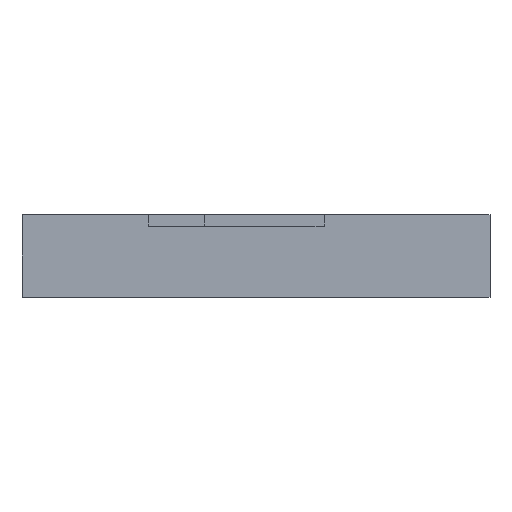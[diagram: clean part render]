
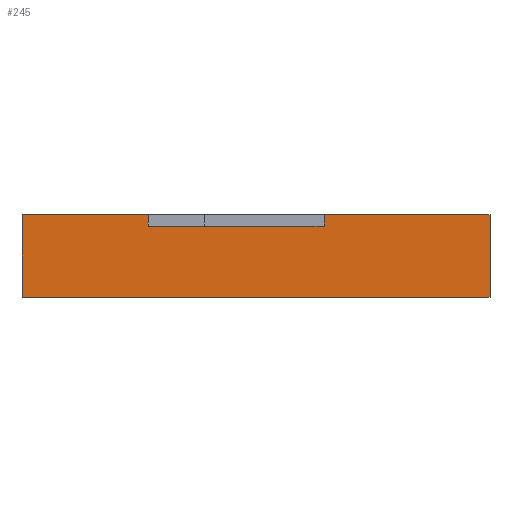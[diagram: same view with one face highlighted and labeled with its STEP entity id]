
A CAD part, left-side view. The second image highlights one B-rep face of the part: STEP entity #245.
In plain terms, the highlighted planar face has unit normal (-1, 0, 0).
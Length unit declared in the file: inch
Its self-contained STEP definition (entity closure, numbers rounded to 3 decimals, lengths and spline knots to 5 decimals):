
#4 = CARTESIAN_POINT ( 'NONE',  ( -0.14921, 0.27756, 0.04921 ) ) ;
#6 = ORIENTED_EDGE ( 'NONE', *, *, #521, .F. ) ;
#13 = EDGE_CURVE ( 'NONE', #397, #700, #2535, .T. ) ;
#15 = DIRECTION ( 'NONE',  ( 0., 0., 1. ) ) ;
#28 = CARTESIAN_POINT ( 'NONE',  ( -0.14921, -0.08071, 0.03543 ) ) ;
#147 = CARTESIAN_POINT ( 'NONE',  ( -0.14921, -0.27756, 0. ) ) ;
#177 = ORIENTED_EDGE ( 'NONE', *, *, #2469, .F. ) ;
#235 = VERTEX_POINT ( 'NONE', #2171 ) ;
#243 = DIRECTION ( 'NONE',  ( 0., 0., -1. ) ) ;
#245 = ADVANCED_FACE ( 'NONE', ( #1500 ), #425, .F. ) ;
#249 = DIRECTION ( 'NONE',  ( 0., 0., -1. ) ) ;
#287 = EDGE_CURVE ( 'NONE', #235, #1144, #1779, .T. ) ;
#323 = VERTEX_POINT ( 'NONE', #2304 ) ;
#334 = VECTOR ( 'NONE', #15, 39.37008 ) ;
#359 = ORIENTED_EDGE ( 'NONE', *, *, #287, .T. ) ;
#377 = CARTESIAN_POINT ( 'NONE',  ( -0.14921, 0.27756, -0.04921 ) ) ;
#397 = VERTEX_POINT ( 'NONE', #1287 ) ;
#415 = LINE ( 'NONE', #752, #1428 ) ;
#425 = PLANE ( 'NONE',  #1339 ) ;
#478 = VECTOR ( 'NONE', #249, 39.37008 ) ;
#495 = LINE ( 'NONE', #377, #1784 ) ;
#521 = EDGE_CURVE ( 'NONE', #700, #1889, #974, .T. ) ;
#538 = DIRECTION ( 'NONE',  ( 0., -1., 0. ) ) ;
#546 = EDGE_CURVE ( 'NONE', #781, #1144, #415, .T. ) ;
#596 = DIRECTION ( 'NONE',  ( 0., -1., 0. ) ) ;
#624 = CARTESIAN_POINT ( 'NONE',  ( -0.14921, 0.27756, 0.04921 ) ) ;
#628 = CARTESIAN_POINT ( 'NONE',  ( -0.14921, 0.27756, 0.04921 ) ) ;
#700 = VERTEX_POINT ( 'NONE', #1801 ) ;
#722 = LINE ( 'NONE', #628, #2254 ) ;
#733 = VECTOR ( 'NONE', #753, 39.37008 ) ;
#752 = CARTESIAN_POINT ( 'NONE',  ( -0.14921, 0.27756, 0.04921 ) ) ;
#753 = DIRECTION ( 'NONE',  ( 0., -1., 0. ) ) ;
#781 = VERTEX_POINT ( 'NONE', #4 ) ;
#849 = LINE ( 'NONE', #28, #478 ) ;
#933 = VECTOR ( 'NONE', #2555, 39.37008 ) ;
#974 = LINE ( 'NONE', #147, #1542 ) ;
#1058 = VERTEX_POINT ( 'NONE', #1904 ) ;
#1060 = CARTESIAN_POINT ( 'NONE',  ( -0.14921, -0.27756, -0.04921 ) ) ;
#1125 = ORIENTED_EDGE ( 'NONE', *, *, #1818, .T. ) ;
#1143 = CARTESIAN_POINT ( 'NONE',  ( -0.14921, 0.27756, 0.04921 ) ) ;
#1144 = VERTEX_POINT ( 'NONE', #1975 ) ;
#1287 = CARTESIAN_POINT ( 'NONE',  ( -0.14921, -0.08071, 0.04921 ) ) ;
#1312 = ORIENTED_EDGE ( 'NONE', *, *, #13, .F. ) ;
#1339 = AXIS2_PLACEMENT_3D ( 'NONE', #624, #1817, #243 ) ;
#1428 = VECTOR ( 'NONE', #538, 39.37008 ) ;
#1476 = ORIENTED_EDGE ( 'NONE', *, *, #546, .F. ) ;
#1500 = FACE_OUTER_BOUND ( 'NONE', #2031, .T. ) ;
#1542 = VECTOR ( 'NONE', #2167, 39.37008 ) ;
#1573 = EDGE_CURVE ( 'NONE', #1058, #1889, #495, .T. ) ;
#1693 = EDGE_CURVE ( 'NONE', #1058, #781, #722, .T. ) ;
#1725 = CARTESIAN_POINT ( 'NONE',  ( -0.14921, 0.27756, 0.03543 ) ) ;
#1779 = LINE ( 'NONE', #2045, #334 ) ;
#1784 = VECTOR ( 'NONE', #596, 39.37008 ) ;
#1801 = CARTESIAN_POINT ( 'NONE',  ( -0.14921, -0.27756, 0.04921 ) ) ;
#1809 = DIRECTION ( 'NONE',  ( 0., 0., 1. ) ) ;
#1817 = DIRECTION ( 'NONE',  ( 1., 0., 0. ) ) ;
#1818 = EDGE_CURVE ( 'NONE', #397, #323, #849, .T. ) ;
#1889 = VERTEX_POINT ( 'NONE', #1060 ) ;
#1904 = CARTESIAN_POINT ( 'NONE',  ( -0.14921, 0.27756, -0.04921 ) ) ;
#1953 = ORIENTED_EDGE ( 'NONE', *, *, #1693, .F. ) ;
#1975 = CARTESIAN_POINT ( 'NONE',  ( -0.14921, 0.12795, 0.04921 ) ) ;
#2031 = EDGE_LOOP ( 'NONE', ( #359, #1476, #1953, #2582, #6, #1312, #1125, #177 ) ) ;
#2045 = CARTESIAN_POINT ( 'NONE',  ( -0.14921, 0.12795, 0.03543 ) ) ;
#2167 = DIRECTION ( 'NONE',  ( 0., 0., -1. ) ) ;
#2171 = CARTESIAN_POINT ( 'NONE',  ( -0.14921, 0.12795, 0.03543 ) ) ;
#2254 = VECTOR ( 'NONE', #1809, 39.37008 ) ;
#2304 = CARTESIAN_POINT ( 'NONE',  ( -0.14921, -0.08071, 0.03543 ) ) ;
#2393 = LINE ( 'NONE', #1725, #733 ) ;
#2469 = EDGE_CURVE ( 'NONE', #235, #323, #2393, .T. ) ;
#2535 = LINE ( 'NONE', #1143, #933 ) ;
#2555 = DIRECTION ( 'NONE',  ( 0., -1., 0. ) ) ;
#2582 = ORIENTED_EDGE ( 'NONE', *, *, #1573, .T. ) ;
